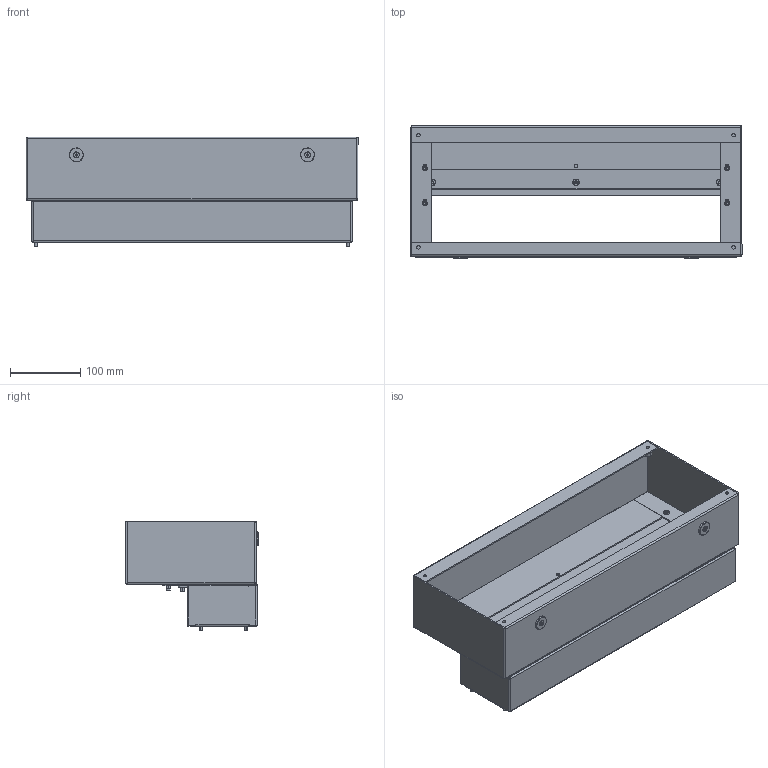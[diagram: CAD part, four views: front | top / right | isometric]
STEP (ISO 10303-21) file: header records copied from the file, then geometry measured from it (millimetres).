
FILE_DESCRIPTION (( 'STEP AP214' ), '1' );
FILE_NAME ('INGUN_115760.STEP', '2024-10-10T11:20:08', ( '' ), ( '' ), 'SwSTEP 2.0', 'SolidWorks 2021', '' );
FILE_SCHEMA (( 'AUTOMOTIVE_DESIGN' ));
Length unit declared in the file: millimetre
Products named in the file (9): DIN125~n_04,3 M04,0; 115670~2_S; 112313~0_S; 115756~0_S; DIN912~n_M04,0x008; INGUN_115760; 112326~3_S; DIN934~n_M04,0; DIN7991~n_M04,0x010 VA
Assembly tree (24 placements, depth 2):
  INGUN_115760
    112326~3_S
    112313~0_S  x2
    115756~0_S
    115670~2_S
    DIN125~n_04,3 M04,0  x2
    DIN934~n_M04,0  x2
    DIN7991~n_M04,0x010 VA  x5
    DIN912~n_M04,0x008  x10
Bounding box: 474 x 189.1 x 156 mm (x, y, z)
Volume: 578509.8 mm3; surface area: 593665.8 mm2
Topology: 24 solids, 24 shells, 864 faces, 2121 edges, 1343 vertices
Faces by surface type: cylinder 465, plane 301, cone 98
Entity records: 14227 total; most frequent: DIRECTION 2449, CARTESIAN_POINT 2399, ORIENTED_EDGE 2220, EDGE_CURVE 1110, AXIS2_PLACEMENT_3D 885, VERTEX_POINT 691, VECTOR 679, LINE 679
